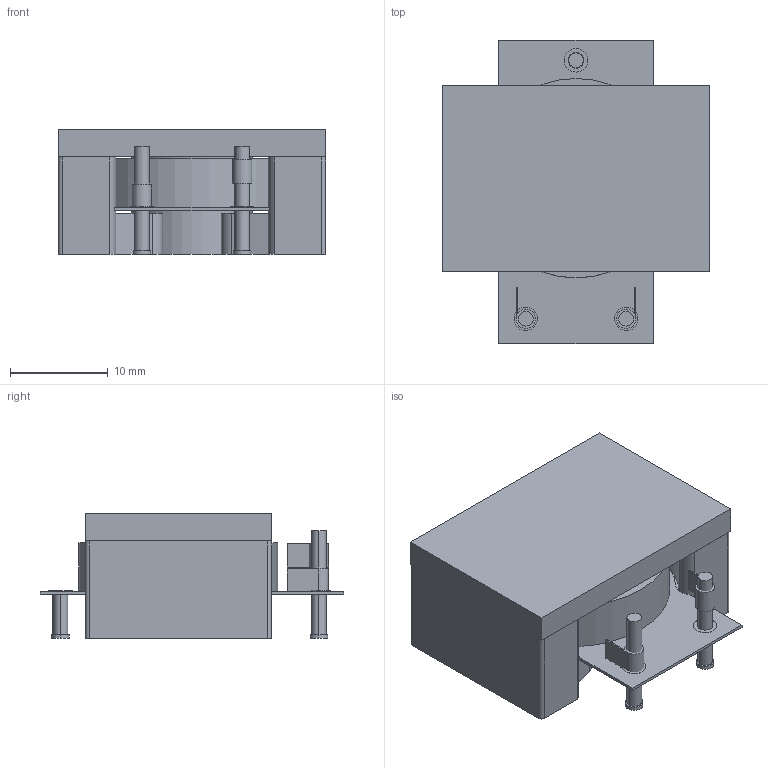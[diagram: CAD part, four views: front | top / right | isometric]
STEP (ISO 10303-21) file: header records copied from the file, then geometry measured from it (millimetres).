
FILE_DESCRIPTION (( 'STEP AP203' ), '1' );
FILE_NAME ('3DPQI26-XXxx-LTC.STEP', '2017-05-25T05:48:46', ( 'User' ), ( '' ), 'SwSTEP 2.0', 'SolidWorks 2013', '' );
FILE_SCHEMA (( 'CONFIG_CONTROL_DESIGN' ));
Length unit declared in the file: millimetre
Products named in the file (1): 3DPQI26-XXxx-LTC
Bounding box: 27.3 x 31 x 12.75 mm (x, y, z)
Volume: 5961.5 mm3; surface area: 5376.3 mm2
Topology: 9 solids, 9 shells, 122 faces, 290 edges, 192 vertices
Faces by surface type: cylinder 64, plane 58
Entity records: 3655 total; most frequent: DIRECTION 668, CARTESIAN_POINT 605, ORIENTED_EDGE 580, EDGE_CURVE 290, AXIS2_PLACEMENT_3D 255, VERTEX_POINT 192, LINE 158, VECTOR 158
